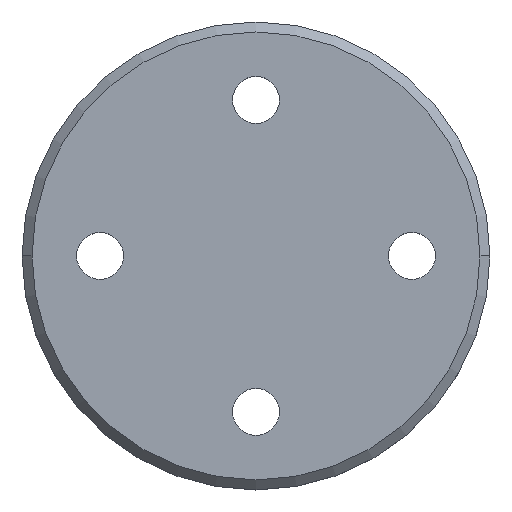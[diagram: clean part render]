
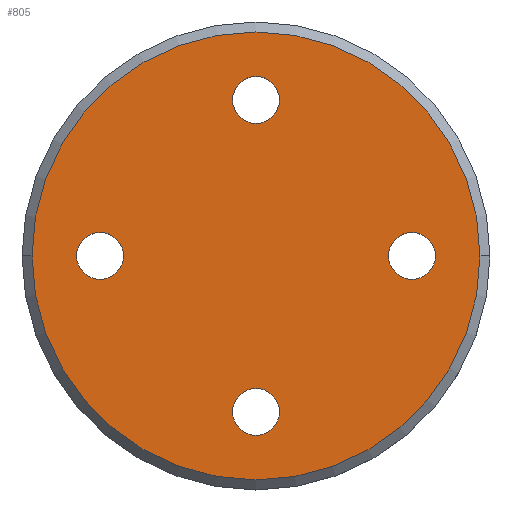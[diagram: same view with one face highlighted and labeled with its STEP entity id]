
A CAD part, top view. The second image highlights one B-rep face of the part: STEP entity #805.
In plain terms, the highlighted planar face has unit normal (0, 0, 1).
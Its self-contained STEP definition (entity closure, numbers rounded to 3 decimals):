
#532=CARTESIAN_POINT('POINT39',(-0.075,-0.5,-6.125));
#533=VERTEX_POINT('VERTEX39',#532);
#542=CARTESIAN_POINT('POINT40',(0.075,-0.5,-6.125));
#543=VERTEX_POINT('VERTEX40',#542);
#550=CARTESIAN_POINT('POS53',(0.,-0.5,-6.125));
#551=DIRECTION('DIR83',(0.,0.,1.));
#552=DIRECTION('DIR84',(-1.,0.,0.));
#553=AXIS2_PLACEMENT_3D('AXIS31',#550,#551,#552);
#554=CIRCLE('ELLIPSE18',#553,0.075);
#555=EDGE_CURVE('EDGE61',#543,#533,#554,.T.);
#566=EDGE_CURVE('EDGE62',#533,#543,#554,.T.);
#574=CARTESIAN_POINT('POINT41',(-0.075,0.5,-6.125));
#575=VERTEX_POINT('VERTEX41',#574);
#584=CARTESIAN_POINT('POINT42',(0.075,0.5,-6.125));
#585=VERTEX_POINT('VERTEX42',#584);
#592=CARTESIAN_POINT('POS57',(0.,0.5,-6.125));
#593=DIRECTION('DIR89',(0.,0.,1.));
#594=DIRECTION('DIR90',(-1.,0.,0.));
#595=AXIS2_PLACEMENT_3D('AXIS33',#592,#593,#594);
#596=CIRCLE('ELLIPSE19',#595,0.075);
#597=EDGE_CURVE('EDGE65',#585,#575,#596,.T.);
#608=EDGE_CURVE('EDGE66',#575,#585,#596,.T.);
#616=CARTESIAN_POINT('POINT43',(0.425,0.,-6.125));
#617=VERTEX_POINT('VERTEX43',#616);
#625=CARTESIAN_POINT('POINT44',(0.575,0.,
   -6.125));
#626=VERTEX_POINT('VERTEX44',#625);
#633=CARTESIAN_POINT('POS61',(0.5,0.,-6.125));
#634=DIRECTION('DIR95',(0.,0.,1.));
#635=DIRECTION('DIR96',(-1.,0.,0.));
#636=AXIS2_PLACEMENT_3D('AXIS35',#633,#634,#635);
#637=CIRCLE('ELLIPSE20',#636,0.075);
#638=EDGE_CURVE('EDGE69',#626,#617,#637,.T.);
#649=EDGE_CURVE('EDGE70',#617,#626,#637,.T.);
#656=CARTESIAN_POINT('POINT45',(0.718,0.,-6.125));
#657=VERTEX_POINT('VERTEX45',#656);
#665=CARTESIAN_POINT('POINT46',(-0.718,0.,
   -6.125));
#666=VERTEX_POINT('VERTEX46',#665);
#673=CARTESIAN_POINT('POS65',(0.,0.,-6.125));
#674=DIRECTION('DIR101',(0.,0.,-1.));
#675=DIRECTION('DIR102',(1.,0.,0.));
#676=AXIS2_PLACEMENT_3D('AXIS37',#673,#674,#675);
#677=CIRCLE('ELLIPSE21',#676,0.718);
#678=EDGE_CURVE('EDGE73',#666,#657,#677,.T.);
#689=EDGE_CURVE('EDGE74',#657,#666,#677,.T.);
#769=ORIENTED_EDGE('COEDGE147',*,*,#689,.F.);
#770=ORIENTED_EDGE('COEDGE148',*,*,#678,.F.);
#771=EDGE_LOOP('NONE',(#769,#770));
#772=FACE_BOUND('LOOP1',#771,.T.);
#773=ORIENTED_EDGE('COEDGE149',*,*,#649,.F.);
#774=ORIENTED_EDGE('COEDGE150',*,*,#638,.F.);
#775=EDGE_LOOP('NONE',(#773,#774));
#776=FACE_BOUND('LOOP1',#775,.T.);
#777=ORIENTED_EDGE('COEDGE151',*,*,#608,.F.);
#778=ORIENTED_EDGE('COEDGE152',*,*,#597,.F.);
#779=EDGE_LOOP('NONE',(#777,#778));
#780=FACE_BOUND('LOOP1',#779,.T.);
#781=ORIENTED_EDGE('COEDGE153',*,*,#566,.F.);
#782=ORIENTED_EDGE('COEDGE154',*,*,#555,.F.);
#783=EDGE_LOOP('NONE',(#781,#782));
#784=FACE_BOUND('LOOP1',#783,.T.);
#785=CARTESIAN_POINT('POINT51',(-0.575,0.,-6.125));
#786=VERTEX_POINT('VERTEX51',#785);
#787=CARTESIAN_POINT('POINT52',(-0.425,0.,
   -6.125));
#788=VERTEX_POINT('VERTEX52',#787);
#789=CARTESIAN_POINT('POS73',(-0.5,0.,-6.125));
#790=DIRECTION('DIR115',(0.,0.,1.));
#791=DIRECTION('DIR116',(-1.,0.,0.));
#792=AXIS2_PLACEMENT_3D('AXIS43',#789,#790,#791);
#793=CIRCLE('ELLIPSE24',#792,0.075);
#794=EDGE_CURVE('EDGE80',#786,#788,#793,.T.);
#795=ORIENTED_EDGE('COEDGE155',*,*,#794,.F.);
#796=EDGE_CURVE('EDGE81',#788,#786,#793,.T.);
#797=ORIENTED_EDGE('COEDGE156',*,*,#796,.F.);
#798=EDGE_LOOP('NONE',(#795,#797));
#799=FACE_BOUND('LOOP1',#798,.T.);
#800=CARTESIAN_POINT('POS74',(0.,0.,-6.125));
#801=DIRECTION('DIR117',(0.,0.,1.));
#802=DIRECTION('DIR118',(1.,0.,0.));
#803=AXIS2_PLACEMENT_3D('AXIS44',#800,#801,#802);
#804=PLANE('PLANE5',#803);
#805=ADVANCED_FACE('FACE34',(#772,#776,#780,#784,#799),#804,.T.);
